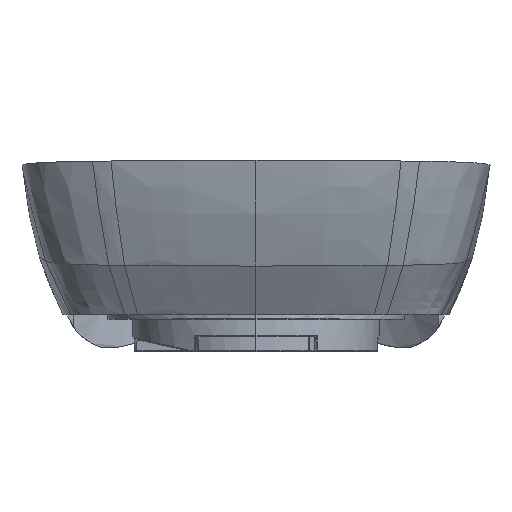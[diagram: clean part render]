
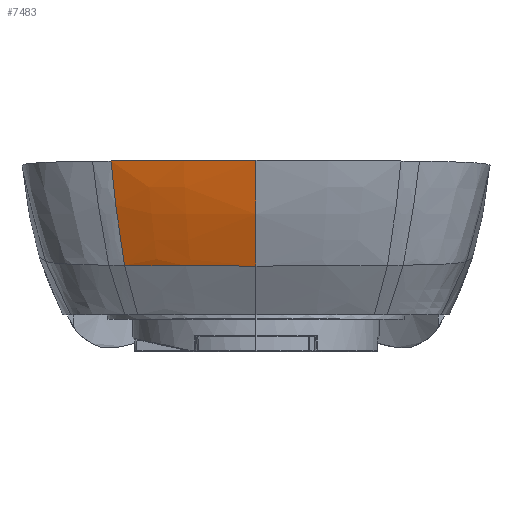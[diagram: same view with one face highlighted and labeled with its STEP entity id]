
A CAD part, front view. The second image highlights one B-rep face of the part: STEP entity #7483.
In plain terms, the highlighted free-form (B-spline) face has degree [3, 3] with [6, 10] control points.
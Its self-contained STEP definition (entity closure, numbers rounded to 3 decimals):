
#1407=CARTESIAN_POINT('',(0.,0.,-2.8));
#1408=CARTESIAN_POINT('',(-2.449,0.,
-2.8));
#1409=CARTESIAN_POINT('',(-6.052,0.078,
-2.804));
#1410=CARTESIAN_POINT('',(-10.911,0.473,
-2.826));
#1411=CARTESIAN_POINT('',(-13.384,0.824,
-2.845));
#1412=CARTESIAN_POINT('',(-14.631,1.07,
-2.858));
#1653=CARTESIAN_POINT('',(-13.27,3.85,
-13.398));
#1654=CARTESIAN_POINT('',(-13.297,3.78,
-13.179));
#1655=CARTESIAN_POINT('',(-13.367,3.643,
-12.748));
#1656=CARTESIAN_POINT('',(-13.502,3.37,
-11.882));
#1657=CARTESIAN_POINT('',(-13.671,3.035,
-10.799));
#1658=CARTESIAN_POINT('',(-13.866,2.645,
-9.494));
#1659=CARTESIAN_POINT('',(-14.115,2.147,
-7.747));
#1660=CARTESIAN_POINT('',(-14.397,1.578,
-5.547));
#1661=CARTESIAN_POINT('',(-14.573,1.21,
-3.761));
#1662=CARTESIAN_POINT('',(-14.631,1.07,
-2.858));
#1667=CARTESIAN_POINT('',(0.,2.85,-13.464));
#1668=CARTESIAN_POINT('',(0.,2.768,
-13.248));
#1669=CARTESIAN_POINT('',(0.,2.604,
-12.817));
#1670=CARTESIAN_POINT('',(0.,2.282,
-11.952));
#1671=CARTESIAN_POINT('',(0.,1.89,
-10.867));
#1672=CARTESIAN_POINT('',(0.,1.444,
-9.556));
#1673=CARTESIAN_POINT('',(0.,0.903,
-7.792));
#1674=CARTESIAN_POINT('',(0.,0.373,
-5.545));
#1675=CARTESIAN_POINT('',(0.,0.112,
-3.716));
#1676=CARTESIAN_POINT('',(0.,0.,-2.8));
#2729=CARTESIAN_POINT('',(-13.27,3.85,
-13.398));
#2755=CARTESIAN_POINT('',(-13.27,3.85,
-13.398));
#2756=CARTESIAN_POINT('',(-12.171,3.656,
-13.411));
#2757=CARTESIAN_POINT('',(-9.965,3.342,
-13.431));
#2758=CARTESIAN_POINT('',(-5.543,2.944,
-13.457));
#2759=CARTESIAN_POINT('',(-2.22,2.85,
-13.464));
#2760=CARTESIAN_POINT('',(0.,2.85,-13.464));
#6342=VERTEX_POINT('',#2729);
#6353=VERTEX_POINT('',#2760);
#6376=VERTEX_POINT('',#1407);
#6377=VERTEX_POINT('',#1412);
#7414=CARTESIAN_POINT('',(0.131,2.888,
-13.562));
#7415=CARTESIAN_POINT('',(0.13,2.793,
-13.314));
#7416=CARTESIAN_POINT('',(0.131,2.617,
-12.85));
#7417=CARTESIAN_POINT('',(0.133,2.282,
-11.953));
#7418=CARTESIAN_POINT('',(0.136,1.89,
-10.868));
#7419=CARTESIAN_POINT('',(0.139,1.445,
-9.557));
#7420=CARTESIAN_POINT('',(0.142,0.903,
-7.793));
#7421=CARTESIAN_POINT('',(0.145,0.365,
-5.509));
#7422=CARTESIAN_POINT('',(0.145,0.102,
-3.643));
#7423=CARTESIAN_POINT('',(0.144,-0.013,
-2.69));
#7424=CARTESIAN_POINT('',(-2.138,2.887,
-13.566));
#7425=CARTESIAN_POINT('',(-2.123,2.788,
-13.308));
#7426=CARTESIAN_POINT('',(-2.145,2.612,
-12.843));
#7427=CARTESIAN_POINT('',(-2.177,2.275,
-11.941));
#7428=CARTESIAN_POINT('',(-2.223,1.883,
-10.856));
#7429=CARTESIAN_POINT('',(-2.269,1.437,
-9.545));
#7430=CARTESIAN_POINT('',(-2.322,0.896,
-7.782));
#7431=CARTESIAN_POINT('',(-2.367,0.36,
-5.5));
#7432=CARTESIAN_POINT('',(-2.37,0.1,
-3.642));
#7433=CARTESIAN_POINT('',(-2.352,-0.015,
-2.69));
#7434=CARTESIAN_POINT('',(-5.506,2.978,
-13.563));
#7435=CARTESIAN_POINT('',(-5.485,2.882,
-13.297));
#7436=CARTESIAN_POINT('',(-5.527,2.712,
-12.831));
#7437=CARTESIAN_POINT('',(-5.591,2.387,
-11.923));
#7438=CARTESIAN_POINT('',(-5.68,2.008,
-10.835));
#7439=CARTESIAN_POINT('',(-5.774,1.573,
-9.522));
#7440=CARTESIAN_POINT('',(-5.886,1.036,
-7.76));
#7441=CARTESIAN_POINT('',(-5.993,0.48,
-5.49));
#7442=CARTESIAN_POINT('',(-6.022,0.183,
-3.643));
#7443=CARTESIAN_POINT('',(-6.002,0.06,
-2.695));
#7444=CARTESIAN_POINT('',(-10.006,3.38,
-13.535));
#7445=CARTESIAN_POINT('',(-10.006,3.293,
-13.273));
#7446=CARTESIAN_POINT('',(-10.066,3.136,
-12.806));
#7447=CARTESIAN_POINT('',(-10.169,2.834,
-11.899));
#7448=CARTESIAN_POINT('',(-10.302,2.478,
-10.811));
#7449=CARTESIAN_POINT('',(-10.451,2.065,
-9.5));
#7450=CARTESIAN_POINT('',(-10.636,1.542,
-7.744));
#7451=CARTESIAN_POINT('',(-10.839,0.957,
-5.493));
#7452=CARTESIAN_POINT('',(-10.943,0.599,
-3.661));
#7453=CARTESIAN_POINT('',(-10.959,0.46,
-2.717));
#7454=CARTESIAN_POINT('',(-12.247,3.701,
-13.512));
#7455=CARTESIAN_POINT('',(-12.266,3.619,
-13.255));
#7456=CARTESIAN_POINT('',(-12.336,3.467,
-12.79));
#7457=CARTESIAN_POINT('',(-12.463,3.178,
-11.887));
#7458=CARTESIAN_POINT('',(-12.62,2.835,
-10.802));
#7459=CARTESIAN_POINT('',(-12.799,2.436,
-9.494));
#7460=CARTESIAN_POINT('',(-13.027,1.927,
-7.744));
#7461=CARTESIAN_POINT('',(-13.286,1.34,
-5.504));
#7462=CARTESIAN_POINT('',(-13.44,0.964,
-3.678));
#7463=CARTESIAN_POINT('',(-13.484,0.821,
-2.737));
#7464=CARTESIAN_POINT('',(-13.385,3.904,
-13.497));
#7465=CARTESIAN_POINT('',(-13.415,3.824,
-13.244));
#7466=CARTESIAN_POINT('',(-13.491,3.676,
-12.78));
#7467=CARTESIAN_POINT('',(-13.632,3.393,
-11.881));
#7468=CARTESIAN_POINT('',(-13.803,3.059,
-10.798));
#7469=CARTESIAN_POINT('',(-14.,2.671,
-9.494));
#7470=CARTESIAN_POINT('',(-14.251,2.174,
-7.748));
#7471=CARTESIAN_POINT('',(-14.541,1.597,
-5.513));
#7472=CARTESIAN_POINT('',(-14.722,1.224,
-3.691));
#7473=CARTESIAN_POINT('',(-14.783,1.082,
-2.752));
#7474=B_SPLINE_SURFACE_WITH_KNOTS('',3,3,((#7414,#7415,#7416,#7417,#7418,#7419,
#7420,#7421,#7422,#7423),(#7424,#7425,#7426,#7427,#7428,#7429,#7430,#7431,#7432,
#7433),(#7434,#7435,#7436,#7437,#7438,#7439,#7440,#7441,#7442,#7443),(#7444,
#7445,#7446,#7447,#7448,#7449,#7450,#7451,#7452,#7453),(#7454,#7455,#7456,#7457,
#7458,#7459,#7460,#7461,#7462,#7463),(#7464,#7465,#7466,#7467,#7468,#7469,#7470,
#7471,#7472,#7473)),.UNSPECIFIED.,.F.,.F.,.F.,(4,1,1,4),(4,1,1,1,1,1,1,4),(
-0.004,0.214,0.322,0.433),(
0.364,0.409,0.449,0.527,
0.606,0.685,0.842,1.006),
.UNSPECIFIED.);
#7475=ORIENTED_EDGE('',*,*,#6722,.F.);
#7477=ORIENTED_EDGE('',*,*,#7476,.F.);
#7479=ORIENTED_EDGE('',*,*,#7478,.F.);
#7480=ORIENTED_EDGE('',*,*,#7406,.T.);
#7481=EDGE_LOOP('',(#7475,#7477,#7479,#7480));
#7482=FACE_OUTER_BOUND('',#7481,.F.);
#7483=ADVANCED_FACE('',(#7482),#7474,.F.);
#1413=B_SPLINE_CURVE_WITH_KNOTS('',3,(#1407,#1408,#1409,#1410,#1411,#1412),
.UNSPECIFIED.,.F.,.F.,(4,1,1,4),(0.,0.5,0.75,1.),.UNSPECIFIED.);
#1663=B_SPLINE_CURVE_WITH_KNOTS('',3,(#1653,#1654,#1655,#1656,#1657,#1658,#1659,
#1660,#1661,#1662),.UNSPECIFIED.,.F.,.F.,(4,1,1,1,1,1,1,4),(0.,0.063,
0.125,0.25,0.375,0.5,0.75,1.),.UNSPECIFIED.);
#1677=B_SPLINE_CURVE_WITH_KNOTS('',3,(#1667,#1668,#1669,#1670,#1671,#1672,#1673,
#1674,#1675,#1676),.UNSPECIFIED.,.F.,.F.,(4,1,1,1,1,1,1,4),(0.,0.063,
0.125,0.25,0.375,0.5,0.75,1.),.UNSPECIFIED.);
#2761=B_SPLINE_CURVE_WITH_KNOTS('',3,(#2755,#2756,#2757,#2758,#2759,#2760),
.UNSPECIFIED.,.F.,.F.,(4,1,1,4),(0.,0.25,0.5,1.),.UNSPECIFIED.);
#6722=EDGE_CURVE('',#6376,#6377,#1413,.T.);
#7406=EDGE_CURVE('',#6342,#6377,#1663,.T.);
#7476=EDGE_CURVE('',#6353,#6376,#1677,.T.);
#7478=EDGE_CURVE('',#6342,#6353,#2761,.T.);
